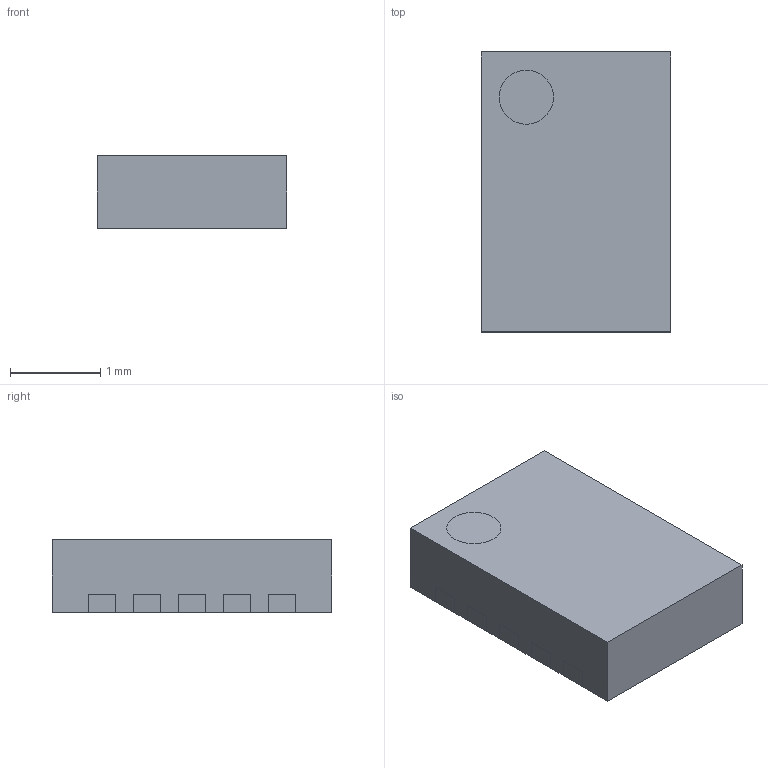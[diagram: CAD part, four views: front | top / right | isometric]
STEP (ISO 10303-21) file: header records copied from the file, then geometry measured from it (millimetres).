
FILE_DESCRIPTION((''),'2;1');
FILE_NAME('SON50P200X300X80-11N-R69X244.stp','2010-01-11T15:06:12',(''),(''),'Mechanical Desktop 2006','Mechanical Desktop 2006',', , ');
FILE_SCHEMA(('AUTOMOTIVE_DESIGN { 1 2 10303 214 0 1 1 1 }'));
Length unit declared in the file: millimetre
Products named in the file (1): Product
Bounding box: 2.1 x 3.1 x 0.8 mm (x, y, z)
Volume: 5.2 mm3; surface area: 35.2 mm2
Topology: 13 solids, 13 shells, 158 faces, 390 edges, 260 vertices
Faces by surface type: plane 62, bspline 60, cylinder 36
Entity records: 4993 total; most frequent: CARTESIAN_POINT 1269, ORIENTED_EDGE 780, DIRECTION 700, EDGE_CURVE 390, VECTOR 278, LINE 278, VERTEX_POINT 260, AXIS2_PLACEMENT_3D 211
